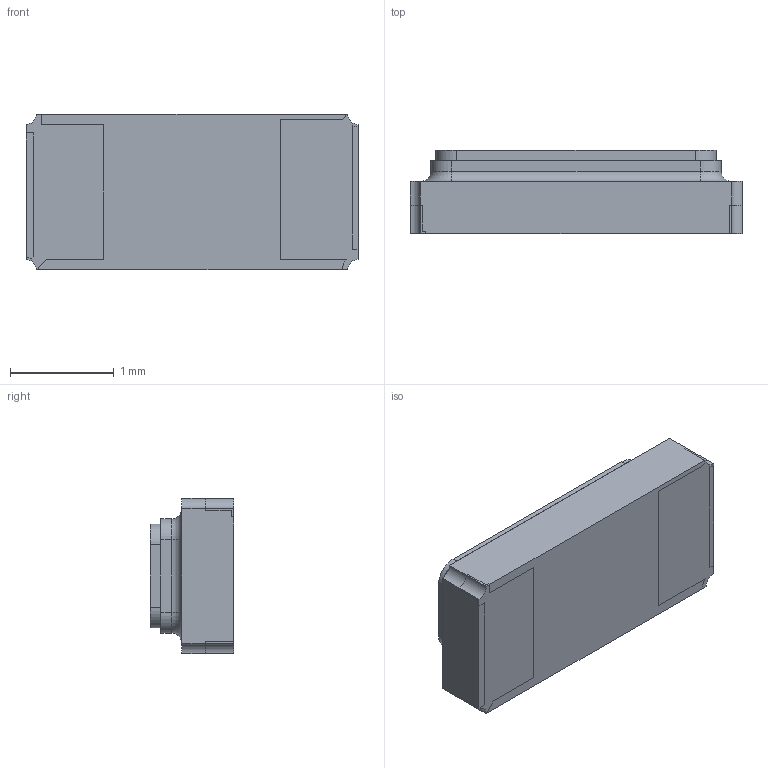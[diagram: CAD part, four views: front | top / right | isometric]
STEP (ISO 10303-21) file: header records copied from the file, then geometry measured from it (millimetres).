
FILE_DESCRIPTION (( 'STEP AP214' ), '1' );
FILE_NAME ('NX3215SA-32.768KHZ-EXS00A-MU00525.STEP', '2021-07-15T13:35:40', ( '' ), ( '' ), 'SwSTEP 2.0', 'SolidWorks 2018', '' );
FILE_SCHEMA (( 'AUTOMOTIVE_DESIGN' ));
Length unit declared in the file: millimetre
Products named in the file (2): NX3215SA-32.768KHZ-EXS00A-MU00525
Bounding box: 3.2 x 0.8 x 1.5 mm (x, y, z)
Volume: 3.3 mm3; surface area: 20.4 mm2
Topology: 3 solids, 3 shells, 102 faces, 274 edges, 180 vertices
Faces by surface type: plane 68, cylinder 30, torus 4
Entity records: 4381 total; most frequent: CARTESIAN_POINT 569, DIRECTION 551, ORIENTED_EDGE 548, EDGE_CURVE 274, LINE 201, VECTOR 201, VERTEX_POINT 180, AXIS2_PLACEMENT_3D 175
